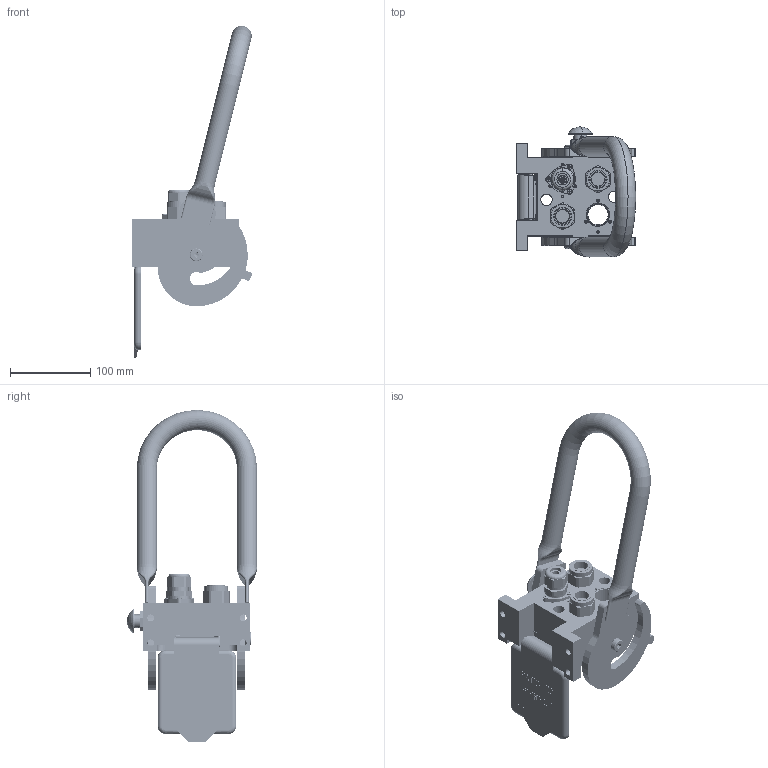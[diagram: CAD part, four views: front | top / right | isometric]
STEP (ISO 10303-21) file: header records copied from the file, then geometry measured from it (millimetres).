
FILE_DESCRIPTION (( 'STEP AP214' ), '1' );
FILE_NAME ('FASTER.step', '2022-10-31T12:49:18', ( '' ), ( '' ), 'SwSTEP 2.0', 'SolidWorks 2017', '' );
FILE_SCHEMA (( 'AUTOMOTIVE_DESIGN' ));
Length unit declared in the file: millimetre
Products named in the file (40): Copia di 4850_007_0001_000.prt^corspel08-7_f; Copia di 4850_007_0003_000.prt^corspel08-7_f; 2ffnb12_gas_f; 4830_025_0000_001; P508_F_V_BASE; Copia di inspel08-7_f.asm^corspel08-7_f; 4340_014_0000_000; et011; 4830_001_0005_300; 4850_007_0000_000; 4830_022_0000_011; curs_molla_12; corspel08-7_f; 4830_070_0000_001; 0048_317_1000_000; or1_5x7_m; FASTER; conn_7p_f; 4830_024_5000_000; sicura_p5; Copia di 4830_042_0000_000.prt^corspel08-7_f; A_2ffnb12_gas_f; 4820_001_0004_000; 4810_001_0001_014; 4830_020_0000_022; 4830_013_3000_030; 4830_044_0000_000; 0048_042_0412_000; Copia di inspel08-7_f.prt^Copia di inspel08-7_f.asm_corspel08-7_f; 4830_024_5000_000^4830_024_5000_000; 4830_025_1000_000; Copia di 4850_032_0000_000.prt^Copia di inspel08-7_f.asm_corspel08-7_f; 4241_072_0000_200; 4840_024_1000_010; 4830_025_2000_000; 4830_001_0005_301; 4142_072_1000_300; 4830_024_1000_011; 4840_024_1000_020
Assembly tree (49 placements, depth 5):
  FASTER
    P508_F_V_BASE
      4830_020_0000_022
      4830_025_1000_000
      4830_070_0000_001
      4820_001_0004_000
      4810_001_0001_014
      4830_001_0005_300
      4830_001_0005_301
      4830_022_0000_011
      4830_013_3000_030  x2
      0048_317_1000_000  x2
    conn_7p_f
      corspel08-7_f
        Copia di 4850_007_0001_000.prt^corspel08-7_f
        Copia di inspel08-7_f.asm^corspel08-7_f
          Copia di inspel08-7_f.prt^Copia di inspel08-7_f.asm_corspel08-7_f
          Copia di 4850_032_0000_000.prt^Copia di inspel08-7_f.asm_corspel08-7_f  x7
        Copia di 4850_007_0003_000.prt^corspel08-7_f
        Copia di 4830_042_0000_000.prt^corspel08-7_f
      4830_044_0000_000  x3
      4850_007_0000_000
      4241_072_0000_200
    A_2ffnb12_gas_f  x2
      curs_molla_12
        4340_014_0000_000
        4142_072_1000_300
      2ffnb12_gas_f
        2ffnb12_gas_f
    4830_024_5000_000
      sicura_p5
        4830_025_0000_001
        or1_5x7_m
        0048_042_0412_000
      4830_024_1000_011
      4840_024_1000_010
      4840_024_1000_020
      4830_025_2000_000
    et011
  4830_024_5000_000^4830_024_5000_000
Bounding box: 149.01 x 161.73 x 412.71 mm (x, y, z)
Volume: 277338.3 mm3; surface area: 341661.9 mm2
Topology: 31 solids, 70 shells, 4204 faces, 10747 edges, 6816 vertices
Faces by surface type: plane 2267, cylinder 861, cone 386, torus 372, bspline 265, sphere 53
Entity records: 148725 total; most frequent: CARTESIAN_POINT 57691, ORIENTED_EDGE 18093, DIRECTION 16704, EDGE_CURVE 9139, VECTOR 6306, LINE 6306, VERTEX_POINT 5839, AXIS2_PLACEMENT_3D 5199
